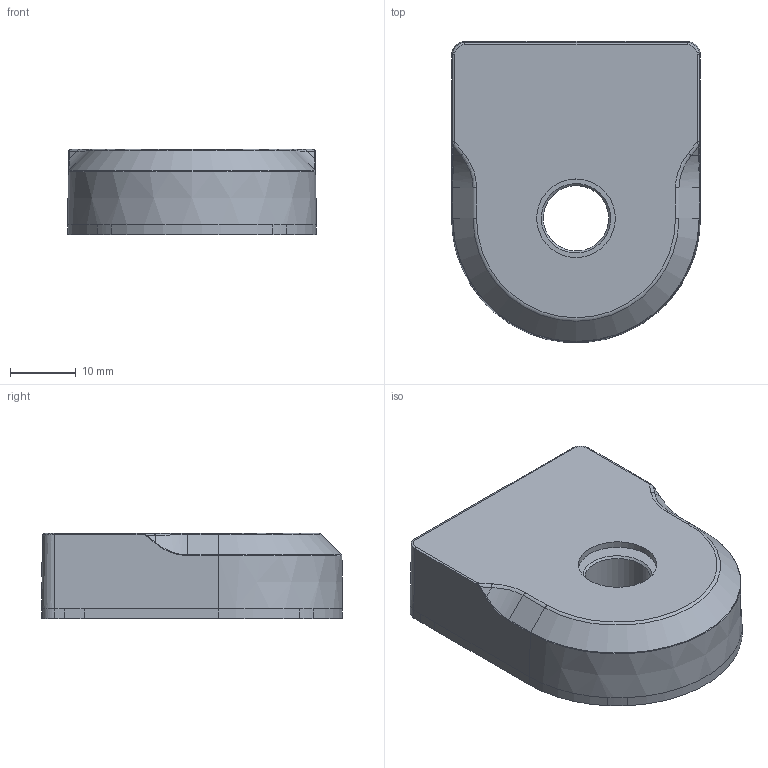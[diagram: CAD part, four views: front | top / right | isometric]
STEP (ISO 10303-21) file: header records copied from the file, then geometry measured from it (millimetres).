
FILE_DESCRIPTION(/* description */ (''),/* implementation_level */ '2;1');
FILE_NAME(/* name */ 'NME2-xxx-x10-xx-O.stp',/* time_stamp */ '2019-06-12T13:37:55+02:00',/* author */ ('knoll_j'),/* organization */ (''),/* preprocessor_version */ 'ST-DEVELOPER v17',/* originating_system */ 'Autodesk Inventor 2018',/* authorisation */ '');
FILE_SCHEMA (('AUTOMOTIVE_DESIGN { 1 0 10303 214 3 1 1 }'));
Length unit declared in the file: millimetre
Products named in the file (8): D-00001824; D-00001818; EB-NME2_W001; Board; X1; D-00001821; D-00002245; D-00002248
Assembly tree (7 placements, depth 4):
  D-00001824
    D-00001818
      EB-NME2_W001
        Board
        X1
    D-00001821
    D-00002245
    D-00002248
Bounding box: 38 x 45.94 x 13 mm (x, y, z)
Volume: 9457.4 mm3; surface area: 13348 mm2
Topology: 5 solids, 5 shells, 860 faces, 2477 edges, 1619 vertices
Faces by surface type: plane 693, cylinder 140, cone 15, bspline 8, torus 4
Full cylindrical faces by diameter (mm): 1.5 x2, 2 x2, 2.2 x6, 2.7 x4, 10 x1, 12 x1, 16 x2, 18 x1, 22 x1, 24 x1
Entity records: 28716 total; most frequent: CARTESIAN_POINT 5596, ORIENTED_EDGE 4946, DIRECTION 4518, EDGE_CURVE 2473, LINE 2116, VECTOR 2116, VERTEX_POINT 1619, AXIS2_PLACEMENT_3D 1201
